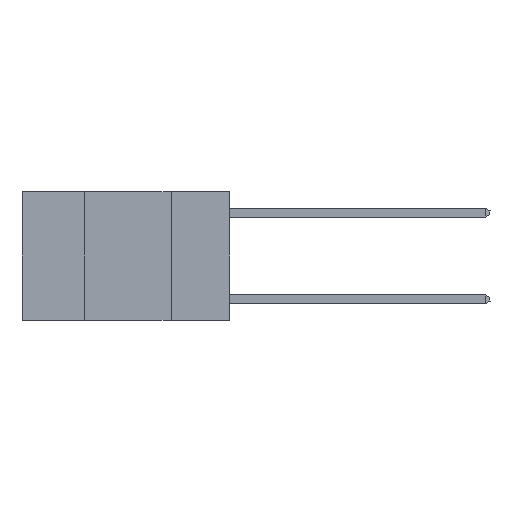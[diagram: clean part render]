
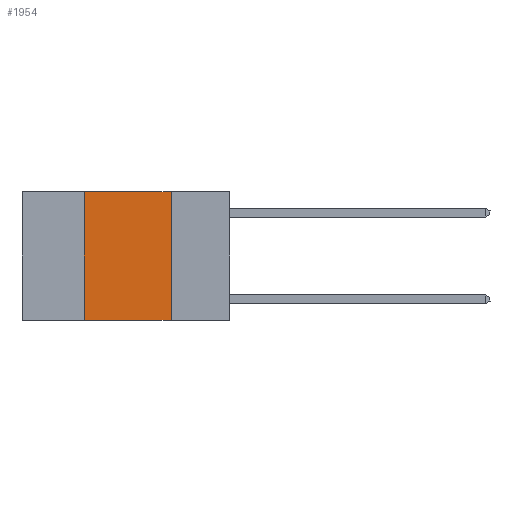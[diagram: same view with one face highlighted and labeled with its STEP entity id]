
A CAD part, left-side view. The second image highlights one B-rep face of the part: STEP entity #1954.
In plain terms, the highlighted planar face has unit normal (-1, 0, 0).
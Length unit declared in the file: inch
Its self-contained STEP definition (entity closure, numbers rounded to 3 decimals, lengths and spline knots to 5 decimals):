
#1034 = LINE ( 'NONE', #3515, #3271 ) ;
#1176 = EDGE_LOOP ( 'NONE', ( #6101, #6939, #9597, #3853 ) ) ;
#1254 = VERTEX_POINT ( 'NONE', #4704 ) ;
#1463 = VECTOR ( 'NONE', #5362, 39.37008 ) ;
#1954 = ADVANCED_FACE ( 'NONE', ( #8949 ), #12944, .F. ) ;
#2331 = LINE ( 'NONE', #9236, #1463 ) ;
#2766 = VECTOR ( 'NONE', #7386, 39.37008 ) ;
#2915 = VECTOR ( 'NONE', #3199, 39.37008 ) ;
#3199 = DIRECTION ( 'NONE',  ( 0., 0., -1. ) ) ;
#3271 = VECTOR ( 'NONE', #8268, 39.37008 ) ;
#3348 = CARTESIAN_POINT ( 'NONE',  ( 0., 0.6, 0. ) ) ;
#3515 = CARTESIAN_POINT ( 'NONE',  ( 0., 0.42, 0. ) ) ;
#3853 = ORIENTED_EDGE ( 'NONE', *, *, #7584, .T. ) ;
#3929 = DIRECTION ( 'NONE',  ( 0., 0., -1. ) ) ;
#4167 = CARTESIAN_POINT ( 'NONE',  ( 0., 0.17, 0. ) ) ;
#4194 = EDGE_CURVE ( 'NONE', #1254, #6748, #1034, .T. ) ;
#4704 = CARTESIAN_POINT ( 'NONE',  ( 0., 0.42, -0.37 ) ) ;
#4858 = CARTESIAN_POINT ( 'NONE',  ( 0., 0.6, 0. ) ) ;
#5362 = DIRECTION ( 'NONE',  ( 0., -1., 0. ) ) ;
#5533 = AXIS2_PLACEMENT_3D ( 'NONE', #4858, #12871, #3929 ) ;
#6101 = ORIENTED_EDGE ( 'NONE', *, *, #9038, .F. ) ;
#6348 = CARTESIAN_POINT ( 'NONE',  ( 0., 0.42, 0. ) ) ;
#6748 = VERTEX_POINT ( 'NONE', #6348 ) ;
#6939 = ORIENTED_EDGE ( 'NONE', *, *, #11865, .F. ) ;
#7386 = DIRECTION ( 'NONE',  ( 0., -1., 0. ) ) ;
#7584 = EDGE_CURVE ( 'NONE', #1254, #8449, #2331, .T. ) ;
#7913 = VERTEX_POINT ( 'NONE', #10451 ) ;
#8268 = DIRECTION ( 'NONE',  ( 0., 0., 1. ) ) ;
#8449 = VERTEX_POINT ( 'NONE', #10094 ) ;
#8949 = FACE_OUTER_BOUND ( 'NONE', #1176, .T. ) ;
#9038 = EDGE_CURVE ( 'NONE', #7913, #8449, #12141, .T. ) ;
#9236 = CARTESIAN_POINT ( 'NONE',  ( 0., 0.6, -0.37 ) ) ;
#9597 = ORIENTED_EDGE ( 'NONE', *, *, #4194, .F. ) ;
#10094 = CARTESIAN_POINT ( 'NONE',  ( 0., 0.17, -0.37 ) ) ;
#10341 = LINE ( 'NONE', #3348, #2766 ) ;
#10451 = CARTESIAN_POINT ( 'NONE',  ( 0., 0.17, 0. ) ) ;
#11865 = EDGE_CURVE ( 'NONE', #6748, #7913, #10341, .T. ) ;
#12141 = LINE ( 'NONE', #4167, #2915 ) ;
#12871 = DIRECTION ( 'NONE',  ( 1., 0., 0. ) ) ;
#12944 = PLANE ( 'NONE',  #5533 ) ;
